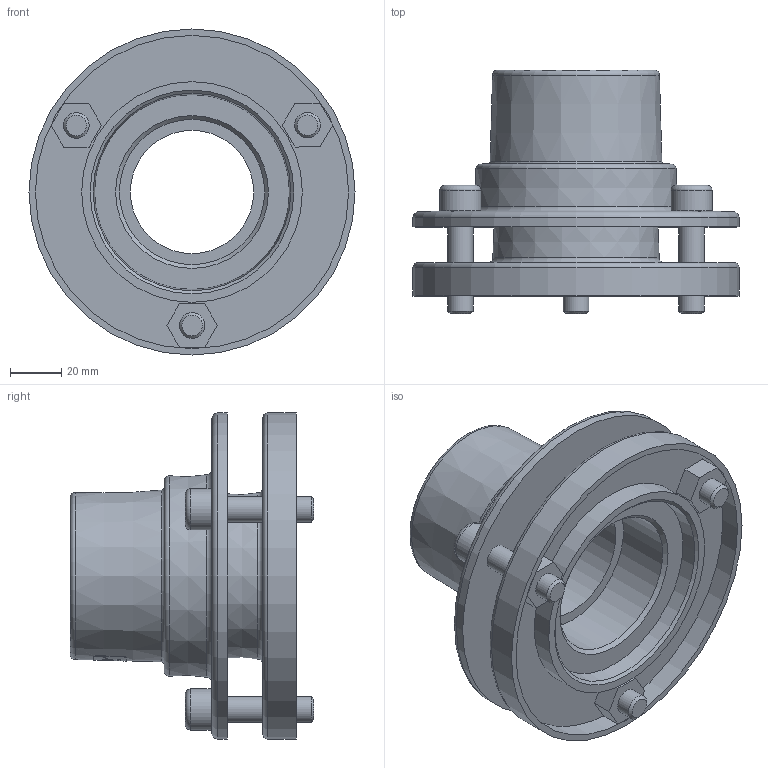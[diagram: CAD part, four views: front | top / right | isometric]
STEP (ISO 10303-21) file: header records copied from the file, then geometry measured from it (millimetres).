
FILE_DESCRIPTION(/* description */ (''),/* implementation_level */ '2;1');
FILE_NAME(/* name */ '51017 Justierflansch 20.stp',/* time_stamp */ '2017-08-11T09:26:31+02:00',/* author */ ('guzb562'),/* organization */ (''),/* preprocessor_version */ 'ST-DEVELOPER v16.1',/* originating_system */ 'Autodesk Inventor 2016',/* authorisation */ '');
FILE_SCHEMA (('AUTOMOTIVE_DESIGN { 1 0 10303 214 3 1 1 }'));
Length unit declared in the file: millimetre
Products named in the file (1): 51017 Justierflansch 20
Bounding box: 127 x 94.89 x 127 mm (x, y, z)
Volume: 254193.9 mm3; surface area: 86297.4 mm2
Topology: 1 solids, 1 shells, 300 faces, 749 edges, 496 vertices
Faces by surface type: plane 163, bspline 73, cone 31, cylinder 23, torus 10
Full cylindrical faces by diameter (mm): 10 x9, 16 x3, 48.089 x1, 56.6 x2, 85.939 x1, 121.995 x1, 127 x2
Entity records: 11753 total; most frequent: CARTESIAN_POINT 5049, ORIENTED_EDGE 1408, DIRECTION 1216, EDGE_CURVE 704, VERTEX_POINT 490, AXIS2_PLACEMENT_3D 442, EDGE_LOOP 392, LINE 332
